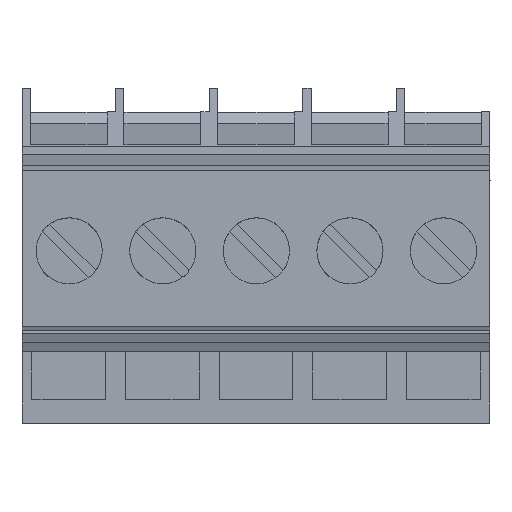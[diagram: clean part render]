
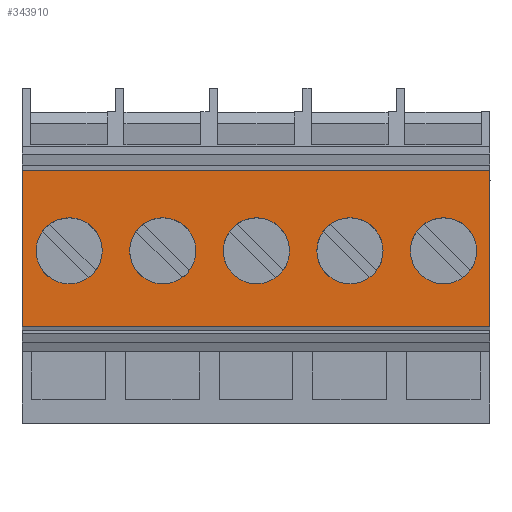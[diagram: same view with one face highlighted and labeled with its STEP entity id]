
A CAD part, top view. The second image highlights one B-rep face of the part: STEP entity #343910.
In plain terms, the highlighted face is planar.
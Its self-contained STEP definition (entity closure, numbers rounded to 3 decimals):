
#1090=CARTESIAN_POINT('',(1.952,-27.351,
26.15));
#1100=VERTEX_POINT('',#1090);
#1130=CARTESIAN_POINT('',(0.,-27.351,
26.15));
#1140=DIRECTION('',(-1.,0.,0.));
#1150=VECTOR('',#1140,1.);
#1160=LINE('',#1130,#1150);
#1170=CARTESIAN_POINT('',(-8.33,-27.351,
26.15));
#1180=VERTEX_POINT('',#1170);
#1190=EDGE_CURVE('',#1100,#1180,#1160,.T.);
#4150=CARTESIAN_POINT('',(-8.33,-27.351,
-4.6));
#4160=VERTEX_POINT('',#4150);
#4190=CARTESIAN_POINT('',(0.,-27.351,
-4.6));
#4200=DIRECTION('',(-1.,0.,0.));
#4210=VECTOR('',#4200,1.);
#4220=LINE('',#4190,#4210);
#4230=CARTESIAN_POINT('',(1.952,-27.351,
-4.6));
#4240=VERTEX_POINT('',#4230);
#4250=EDGE_CURVE('',#4240,#4160,#4220,.T.);
#342820=CARTESIAN_POINT('',(-8.33,-27.351,
24.6));
#342830=DIRECTION('',(0.,0.,1.));
#342840=VECTOR('',#342830,1.);
#342850=LINE('',#342820,#342840);
#342860=EDGE_CURVE('',#4160,#1180,#342850,.T.);
#343000=CARTESIAN_POINT('',(1.686,-27.351,
26.15));
#343010=DIRECTION('',(0.,1.,0.));
#343020=DIRECTION('',(1.,0.,0.));
#343030=AXIS2_PLACEMENT_3D('',#343000,#343010,#343020);
#343040=PLANE('',#343030);
#343050=CARTESIAN_POINT('',(-3.05,-27.351,
23.1));
#343060=DIRECTION('',(0.,-1.,0.));
#343070=DIRECTION('',(-1.,0.,0.));
#343080=AXIS2_PLACEMENT_3D('',#343050,#343060,#343070);
#343090=CIRCLE('',#343080,2.175);
#343100=CARTESIAN_POINT('',(-0.875,-27.351,
23.1));
#343110=VERTEX_POINT('',#343100);
#343120=CARTESIAN_POINT('',(-5.225,-27.351,
23.1));
#343130=VERTEX_POINT('',#343120);
#343140=EDGE_CURVE('',#343110,#343130,#343090,.T.);
#343150=ORIENTED_EDGE('',*,*,#343140,.F.);
#343160=EDGE_CURVE('',#343130,#343110,#343090,.T.);
#343170=ORIENTED_EDGE('',*,*,#343160,.F.);
#343180=EDGE_LOOP('',(#343170,#343150));
#343190=FACE_BOUND('',#343180,.T.);
#343200=ORIENTED_EDGE('',*,*,#1190,.T.);
#343210=CARTESIAN_POINT('',(1.952,-27.351,24.6));
#343220=DIRECTION('',(0.,0.,1.));
#343230=VECTOR('',#343220,1.);
#343240=LINE('',#343210,#343230);
#343250=EDGE_CURVE('',#4240,#1100,#343240,.T.);
#343260=ORIENTED_EDGE('',*,*,#343250,.T.);
#343270=ORIENTED_EDGE('',*,*,#4250,.F.);
#343280=ORIENTED_EDGE('',*,*,#342860,.F.);
#343290=EDGE_LOOP('',(#343280,#343270,#343260,#343200));
#343300=FACE_OUTER_BOUND('',#343290,.T.);
#343310=CARTESIAN_POINT('',(-3.05,-27.351,
16.95));
#343320=DIRECTION('',(0.,-1.,0.));
#343330=DIRECTION('',(-1.,0.,0.));
#343340=AXIS2_PLACEMENT_3D('',#343310,#343320,#343330);
#343350=CIRCLE('',#343340,2.175);
#343360=CARTESIAN_POINT('',(-0.875,-27.351,
16.95));
#343370=VERTEX_POINT('',#343360);
#343380=CARTESIAN_POINT('',(-5.225,-27.351,
16.95));
#343390=VERTEX_POINT('',#343380);
#343400=EDGE_CURVE('',#343370,#343390,#343350,.T.);
#343410=ORIENTED_EDGE('',*,*,#343400,.F.);
#343420=EDGE_CURVE('',#343390,#343370,#343350,.T.);
#343430=ORIENTED_EDGE('',*,*,#343420,.F.);
#343440=EDGE_LOOP('',(#343430,#343410));
#343450=FACE_BOUND('',#343440,.T.);
#343460=CARTESIAN_POINT('',(-3.05,-27.351,
10.8));
#343470=DIRECTION('',(0.,-1.,0.));
#343480=DIRECTION('',(-1.,0.,0.));
#343490=AXIS2_PLACEMENT_3D('',#343460,#343470,#343480);
#343500=CIRCLE('',#343490,2.175);
#343510=CARTESIAN_POINT('',(-0.875,-27.351,
10.8));
#343520=VERTEX_POINT('',#343510);
#343530=CARTESIAN_POINT('',(-5.225,-27.351,
10.8));
#343540=VERTEX_POINT('',#343530);
#343550=EDGE_CURVE('',#343520,#343540,#343500,.T.);
#343560=ORIENTED_EDGE('',*,*,#343550,.F.);
#343570=EDGE_CURVE('',#343540,#343520,#343500,.T.);
#343580=ORIENTED_EDGE('',*,*,#343570,.F.);
#343590=EDGE_LOOP('',(#343580,#343560));
#343600=FACE_BOUND('',#343590,.T.);
#343610=CARTESIAN_POINT('',(-3.05,-27.351,
-1.5));
#343620=DIRECTION('',(0.,-1.,0.));
#343630=DIRECTION('',(-1.,0.,0.));
#343640=AXIS2_PLACEMENT_3D('',#343610,#343620,#343630);
#343650=CIRCLE('',#343640,2.175);
#343660=CARTESIAN_POINT('',(-0.875,-27.351,
-1.5));
#343670=VERTEX_POINT('',#343660);
#343680=CARTESIAN_POINT('',(-5.225,-27.351,
-1.5));
#343690=VERTEX_POINT('',#343680);
#343700=EDGE_CURVE('',#343670,#343690,#343650,.T.);
#343710=ORIENTED_EDGE('',*,*,#343700,.F.);
#343720=EDGE_CURVE('',#343690,#343670,#343650,.T.);
#343730=ORIENTED_EDGE('',*,*,#343720,.F.);
#343740=EDGE_LOOP('',(#343730,#343710));
#343750=FACE_BOUND('',#343740,.T.);
#343760=CARTESIAN_POINT('',(-3.05,-27.351,
4.65));
#343770=DIRECTION('',(0.,-1.,0.));
#343780=DIRECTION('',(-1.,0.,0.));
#343790=AXIS2_PLACEMENT_3D('',#343760,#343770,#343780);
#343800=CIRCLE('',#343790,2.175);
#343810=CARTESIAN_POINT('',(-0.875,-27.351,
4.65));
#343820=VERTEX_POINT('',#343810);
#343830=CARTESIAN_POINT('',(-5.225,-27.351,
4.65));
#343840=VERTEX_POINT('',#343830);
#343850=EDGE_CURVE('',#343820,#343840,#343800,.T.);
#343860=ORIENTED_EDGE('',*,*,#343850,.F.);
#343870=EDGE_CURVE('',#343840,#343820,#343800,.T.);
#343880=ORIENTED_EDGE('',*,*,#343870,.F.);
#343890=EDGE_LOOP('',(#343880,#343860));
#343900=FACE_BOUND('',#343890,.T.);
#343910=ADVANCED_FACE('',(#343190,#343300,#343450,#343600,#343750,
#343900),#343040,.F.);
